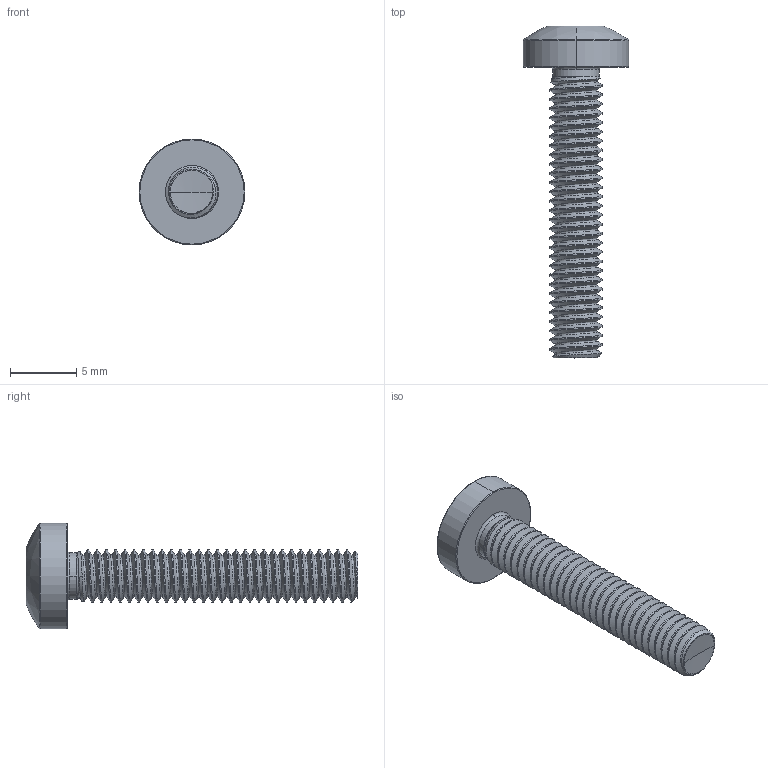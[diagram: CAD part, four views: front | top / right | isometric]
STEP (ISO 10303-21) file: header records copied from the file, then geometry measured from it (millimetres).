
FILE_DESCRIPTION (( 'STEP AP203' ), '1' );
FILE_NAME ('STM390400220.STEP', '2020-12-23T16:14:41', ( '' ), ( '' ), 'SwSTEP 2.0', 'SolidWorks 2015', '' );
FILE_SCHEMA (( 'CONFIG_CONTROL_DESIGN' ));
Length unit declared in the file: millimetre
Products named in the file (2): STM390400220
Bounding box: 8 x 25.1 x 8 mm (x, y, z)
Volume: 338.4 mm3; surface area: 583.7 mm2
Topology: 1 solids, 1 shells, 131 faces, 353 edges, 224 vertices
Faces by surface type: cylinder 82, bspline 18, torus 13, cone 11, sphere 4, plane 3
Entity records: 29427 total; most frequent: CARTESIAN_POINT 26534, ORIENTED_EDGE 702, DIRECTION 447, EDGE_CURVE 351, VERTEX_POINT 224, AXIS2_PLACEMENT_3D 178, EDGE_LOOP 133, FACE_OUTER_BOUND 131
